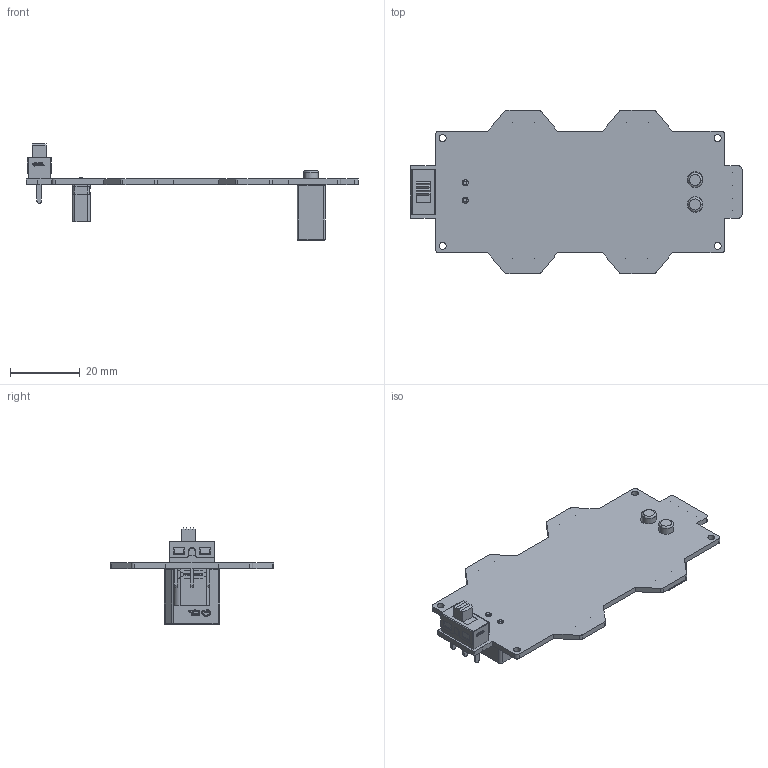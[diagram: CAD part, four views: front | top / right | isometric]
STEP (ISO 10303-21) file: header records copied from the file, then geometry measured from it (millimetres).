
FILE_DESCRIPTION(('Designed by EasyEDA Pro'),'2;1');
FILE_NAME('Open CASCADE Shape Model','2025-01-20T15:11:17',('Author'),( 'Open CASCADE'),'Open CASCADE STEP processor 7.8','Open CASCADE 7.8' ,'Unknown');
FILE_SCHEMA(('AUTOMOTIVE_DESIGN { 1 0 10303 214 1 1 1 1 }'));
Length unit declared in the file: millimetre
Products named in the file (11): PCBModel; Board; 76HH-å®å¨é¢æ¡; CONN-TH_XT30UPB-M; SOLID; 76HH-æ¥çµæ± ; CONN-TH_XT60PB-M; COMPOUND; 76HH-SW1; SW-TH_SS-12D10L5
Assembly tree (10 placements, depth 4):
  PCBModel
    Board
    76HH-å®å¨é¢æ¡
      CONN-TH_XT30UPB-M
        SOLID
    76HH-æ¥çµæ± 
      CONN-TH_XT60PB-M
        COMPOUND
    76HH-SW1
      SW-TH_SS-12D10L5
        COMPOUND
Bounding box: 95.37 x 46.97 x 27.7 mm (x, y, z)
Volume: 7563.9 mm3; surface area: 11444.4 mm2
Topology: 43 solids, 43 shells, 1674 faces, 4530 edges, 3002 vertices
Faces by surface type: plane 1216, bspline 224, cylinder 182, torus 24, cone 20, sphere 8
Full cylindrical faces by diameter (mm): 0.003 x12, 1.8 x2, 2 x4
Entity records: 69506 total; most frequent: CARTESIAN_POINT 13753, ORIENTED_EDGE 9060, DIRECTION 7374, EDGE_CURVE 4530, LINE 3552, VECTOR 3552, VERTEX_POINT 3002, AXIS2_PLACEMENT_3D 1911
